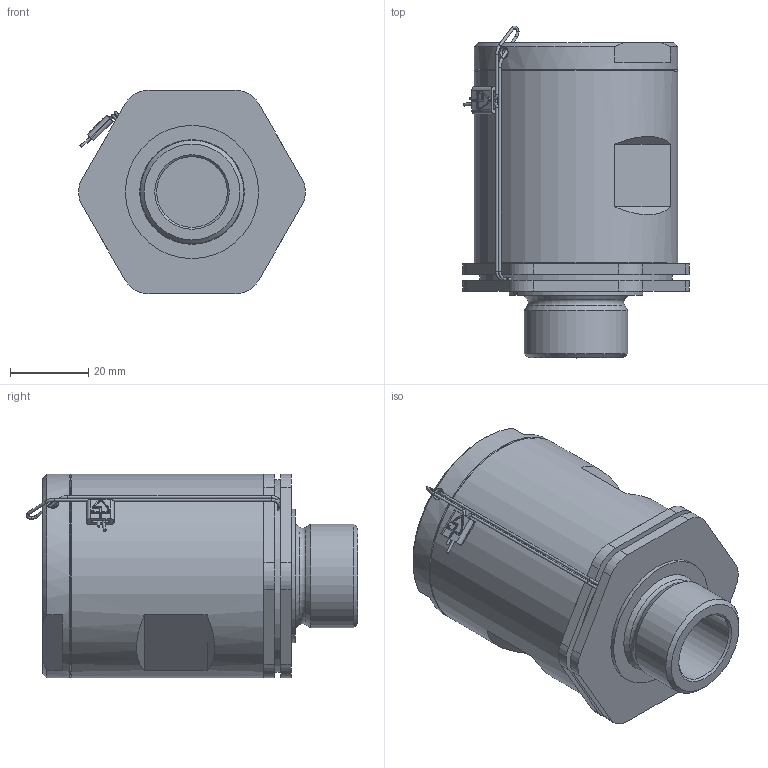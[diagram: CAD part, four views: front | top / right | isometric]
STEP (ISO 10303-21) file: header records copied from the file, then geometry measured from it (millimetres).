
FILE_DESCRIPTION (( 'STEP AP214' ), '1' );
FILE_NAME ('1960_20_MF_2015.STEP', '2019-09-05T13:31:16', ( '' ), ( '' ), 'SwSTEP 2.0', 'SolidWorks 2018', '' );
FILE_SCHEMA (( 'AUTOMOTIVE_DESIGN' ));
Length unit declared in the file: millimetre
Products named in the file (1): 1960_20_MF_2015
Bounding box: 57.88 x 84.67 x 52 mm (x, y, z)
Volume: 94222.6 mm3; surface area: 38767.3 mm2
Topology: 5 solids, 5 shells, 192 faces, 464 edges, 297 vertices
Faces by surface type: plane 82, cylinder 57, cone 27, bspline 20, torus 6
Full cylindrical faces by diameter (mm): 0.7 x2, 2 x1, 3 x1, 9 x4, 18 x2, 19 x1, 24 x1, 26.4 x1, 34 x1, 42 x1, 43 x1, 43.5 x2, 45 x2, 46 x2, 49 x3, 52 x2
Entity records: 7187 total; most frequent: CARTESIAN_POINT 3143, DIRECTION 818, ORIENTED_EDGE 706, EDGE_CURVE 353, AXIS2_PLACEMENT_3D 322, EDGE_LOOP 302, VERTEX_POINT 265, FACE_OUTER_BOUND 245
